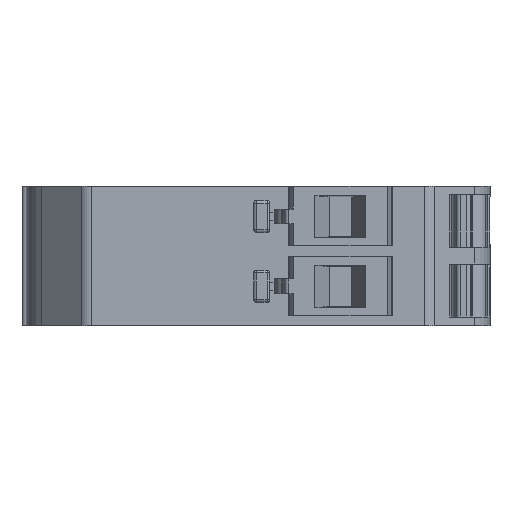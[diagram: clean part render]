
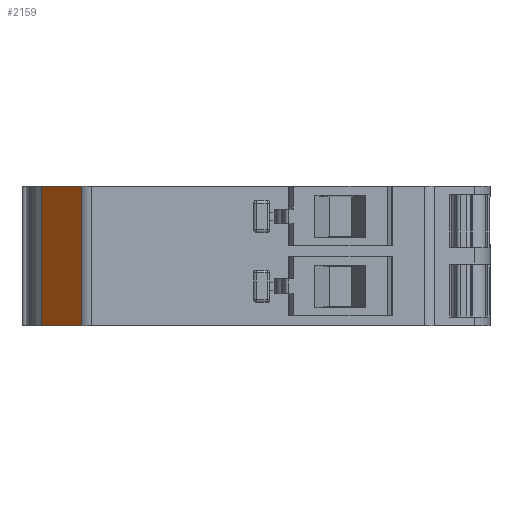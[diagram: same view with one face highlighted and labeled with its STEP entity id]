
A CAD part, front view. The second image highlights one B-rep face of the part: STEP entity #2159.
In plain terms, the highlighted planar face has unit normal (-0.707, -0.707, 0).
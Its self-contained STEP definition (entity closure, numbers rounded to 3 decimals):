
#190 = CARTESIAN_POINT ( 'NONE',  ( -22.272, 18.359, -5.25 ) ) ;
#209 = VECTOR ( 'NONE', #3181, 1000. ) ;
#222 = DIRECTION ( 'NONE',  ( 0.707, -0.707, 0. ) ) ;
#784 = LINE ( 'NONE', #6832, #209 ) ;
#1135 = CARTESIAN_POINT ( 'NONE',  ( -19.287, 15.374, -31.206 ) ) ;
#1204 = VECTOR ( 'NONE', #8234, 1000. ) ;
#1457 = LINE ( 'NONE', #4316, #10273 ) ;
#1585 = CARTESIAN_POINT ( 'NONE',  ( -22.272, 18.359, -31.206 ) ) ;
#1633 = EDGE_CURVE ( 'NONE', #7710, #5861, #784, .T. ) ;
#2159 = ADVANCED_FACE ( 'NONE', ( #11502 ), #4845, .T. ) ;
#2934 = EDGE_CURVE ( 'NONE', #4359, #5861, #3547, .T. ) ;
#3181 = DIRECTION ( 'NONE',  ( 0.707, -0.707, 0. ) ) ;
#3547 = LINE ( 'NONE', #11016, #1204 ) ;
#4316 = CARTESIAN_POINT ( 'NONE',  ( -19.287, 15.374, -5.25 ) ) ;
#4359 = VERTEX_POINT ( 'NONE', #10401 ) ;
#4406 = ORIENTED_EDGE ( 'NONE', *, *, #2934, .T. ) ;
#4845 = PLANE ( 'NONE',  #10269 ) ;
#5600 = ORIENTED_EDGE ( 'NONE', *, *, #9669, .T. ) ;
#5861 = VERTEX_POINT ( 'NONE', #7805 ) ;
#6660 = ORIENTED_EDGE ( 'NONE', *, *, #11834, .T. ) ;
#6832 = CARTESIAN_POINT ( 'NONE',  ( -22.272, 18.359, 5.15 ) ) ;
#6878 = EDGE_LOOP ( 'NONE', ( #6660, #5600, #4406, #9205 ) ) ;
#7287 = CARTESIAN_POINT ( 'NONE',  ( -22.272, 18.359, 5.15 ) ) ;
#7710 = VERTEX_POINT ( 'NONE', #7287 ) ;
#7805 = CARTESIAN_POINT ( 'NONE',  ( -19.287, 15.374, 5.15 ) ) ;
#8234 = DIRECTION ( 'NONE',  ( 0., 0., 1. ) ) ;
#8476 = VECTOR ( 'NONE', #9984, 1000. ) ;
#8644 = VERTEX_POINT ( 'NONE', #190 ) ;
#9205 = ORIENTED_EDGE ( 'NONE', *, *, #1633, .F. ) ;
#9387 = DIRECTION ( 'NONE',  ( -0.707, -0.707, 0. ) ) ;
#9669 = EDGE_CURVE ( 'NONE', #8644, #4359, #1457, .T. ) ;
#9984 = DIRECTION ( 'NONE',  ( 0., 0., -1. ) ) ;
#10269 = AXIS2_PLACEMENT_3D ( 'NONE', #1135, #9387, #222 ) ;
#10273 = VECTOR ( 'NONE', #11696, 1000. ) ;
#10359 = LINE ( 'NONE', #1585, #8476 ) ;
#10401 = CARTESIAN_POINT ( 'NONE',  ( -19.287, 15.374, -5.25 ) ) ;
#11016 = CARTESIAN_POINT ( 'NONE',  ( -19.287, 15.374, -31.206 ) ) ;
#11502 = FACE_OUTER_BOUND ( 'NONE', #6878, .T. ) ;
#11696 = DIRECTION ( 'NONE',  ( 0.707, -0.707, 0. ) ) ;
#11834 = EDGE_CURVE ( 'NONE', #7710, #8644, #10359, .T. ) ;
